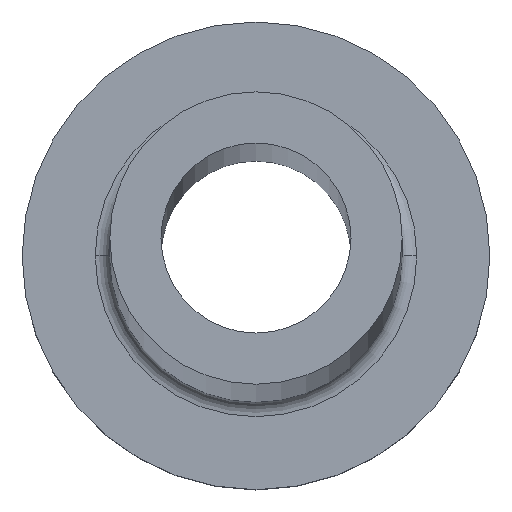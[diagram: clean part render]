
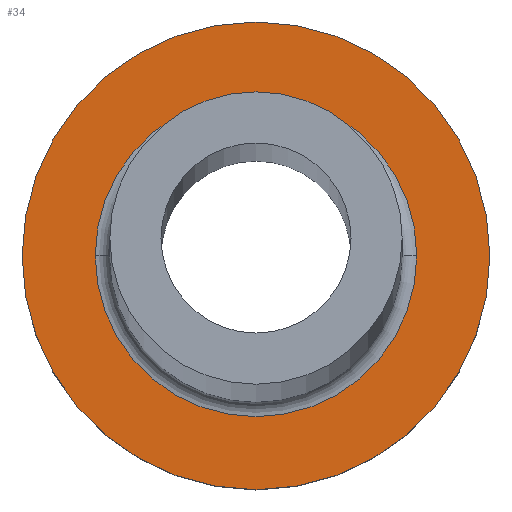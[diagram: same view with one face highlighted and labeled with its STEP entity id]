
A CAD part, top view. The second image highlights one B-rep face of the part: STEP entity #34.
In plain terms, the highlighted planar face has unit normal (0, 0, 1).
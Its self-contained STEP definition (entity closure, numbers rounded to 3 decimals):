
#13 = CARTESIAN_POINT ( 'NONE',  ( 0., 0., 5. ) ) ;
#26 = AXIS2_PLACEMENT_3D ( 'NONE', #13, #151, #174 ) ;
#27 = CARTESIAN_POINT ( 'NONE',  ( 0., 0., 5. ) ) ;
#31 = ORIENTED_EDGE ( 'NONE', *, *, #361, .T. ) ;
#34 = ADVANCED_FACE ( 'NONE', ( #179, #244 ), #214, .T. ) ;
#44 = VERTEX_POINT ( 'NONE', #219 ) ;
#56 = ORIENTED_EDGE ( 'NONE', *, *, #309, .T. ) ;
#75 = EDGE_LOOP ( 'NONE', ( #31, #56 ) ) ;
#77 = ORIENTED_EDGE ( 'NONE', *, *, #334, .T. ) ;
#110 = VERTEX_POINT ( 'NONE', #308 ) ;
#125 = EDGE_LOOP ( 'NONE', ( #77, #255 ) ) ;
#131 = CARTESIAN_POINT ( 'NONE',  ( -8., 0., 5. ) ) ;
#151 = DIRECTION ( 'NONE',  ( 0., 0., 1. ) ) ;
#165 = EDGE_CURVE ( 'NONE', #110, #187, #212, .T. ) ;
#167 = DIRECTION ( 'NONE',  ( 1., 0., 0. ) ) ;
#169 = DIRECTION ( 'NONE',  ( 1., 0., 0. ) ) ;
#171 = VERTEX_POINT ( 'NONE', #131 ) ;
#174 = DIRECTION ( 'NONE',  ( 1., 0., 0. ) ) ;
#179 = FACE_BOUND ( 'NONE', #125, .T. ) ;
#186 = DIRECTION ( 'NONE',  ( 1., 0., 0. ) ) ;
#187 = VERTEX_POINT ( 'NONE', #344 ) ;
#191 = DIRECTION ( 'NONE',  ( 0., 0., -1. ) ) ;
#196 = CARTESIAN_POINT ( 'NONE',  ( 0., 0., 5. ) ) ;
#204 = CIRCLE ( 'NONE', #253, 8. ) ;
#212 = CIRCLE ( 'NONE', #312, 5.5 ) ;
#214 = PLANE ( 'NONE',  #26 ) ;
#219 = CARTESIAN_POINT ( 'NONE',  ( 8., 0., 5. ) ) ;
#244 = FACE_OUTER_BOUND ( 'NONE', #75, .T. ) ;
#253 = AXIS2_PLACEMENT_3D ( 'NONE', #196, #323, #380 ) ;
#255 = ORIENTED_EDGE ( 'NONE', *, *, #165, .T. ) ;
#259 = AXIS2_PLACEMENT_3D ( 'NONE', #27, #326, #167 ) ;
#263 = AXIS2_PLACEMENT_3D ( 'NONE', #331, #290, #169 ) ;
#290 = DIRECTION ( 'NONE',  ( 0., 0., 1. ) ) ;
#304 = CARTESIAN_POINT ( 'NONE',  ( 0., 0., 5. ) ) ;
#308 = CARTESIAN_POINT ( 'NONE',  ( -5.5, 0., 5. ) ) ;
#309 = EDGE_CURVE ( 'NONE', #44, #171, #204, .T. ) ;
#312 = AXIS2_PLACEMENT_3D ( 'NONE', #304, #191, #186 ) ;
#323 = DIRECTION ( 'NONE',  ( 0., 0., 1. ) ) ;
#326 = DIRECTION ( 'NONE',  ( 0., 0., -1. ) ) ;
#331 = CARTESIAN_POINT ( 'NONE',  ( 0., 0., 5. ) ) ;
#334 = EDGE_CURVE ( 'NONE', #187, #110, #359, .T. ) ;
#342 = CIRCLE ( 'NONE', #263, 8. ) ;
#344 = CARTESIAN_POINT ( 'NONE',  ( 5.5, 0., 5. ) ) ;
#359 = CIRCLE ( 'NONE', #259, 5.5 ) ;
#361 = EDGE_CURVE ( 'NONE', #171, #44, #342, .T. ) ;
#380 = DIRECTION ( 'NONE',  ( 1., 0., 0. ) ) ;
